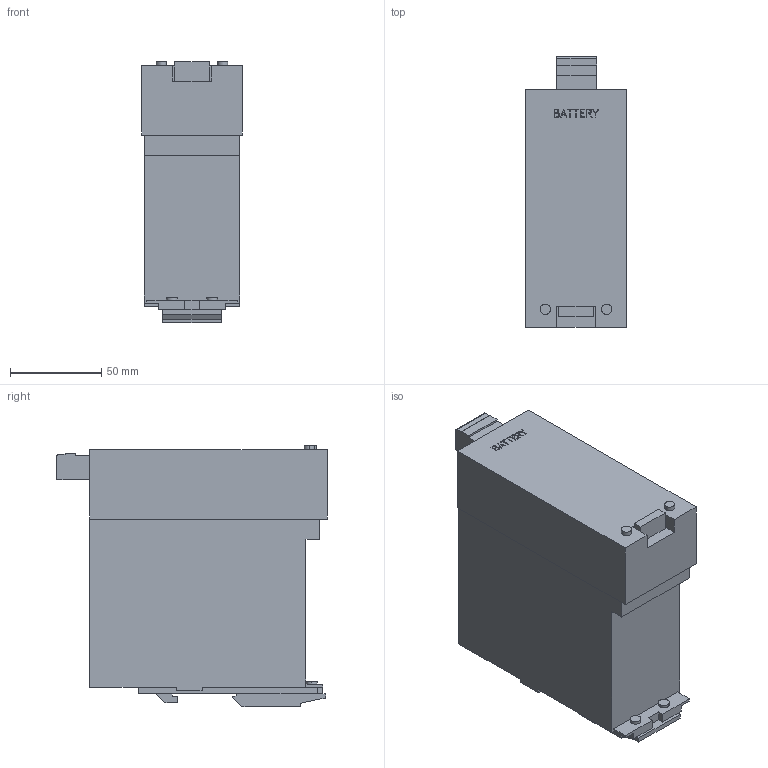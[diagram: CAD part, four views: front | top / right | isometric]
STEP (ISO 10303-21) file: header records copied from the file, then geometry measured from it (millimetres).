
FILE_DESCRIPTION (( 'STEP AP214' ), '1' );
FILE_NAME ('918768.STEP', '2024-07-15T14:36:54', ( '' ), ( '' ), 'SwSTEP 2.0', 'SolidWorks 2022', '' );
FILE_SCHEMA (( 'AUTOMOTIVE_DESIGN' ));
Length unit declared in the file: millimetre
Products named in the file (1): 918768
Bounding box: 55 x 148 x 143 mm (x, y, z)
Volume: 876431.6 mm3; surface area: 66452.1 mm2
Topology: 1 solids, 1 shells, 373 faces, 980 edges, 652 vertices
Faces by surface type: plane 314, bspline 40, cylinder 19
Entity records: 13554 total; most frequent: CARTESIAN_POINT 4522, ORIENTED_EDGE 1960, DIRECTION 1606, EDGE_CURVE 980, LINE 862, VECTOR 862, VERTEX_POINT 652, EDGE_LOOP 418
